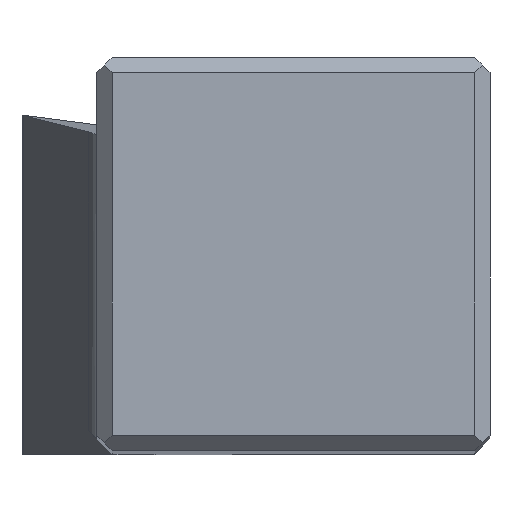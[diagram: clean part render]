
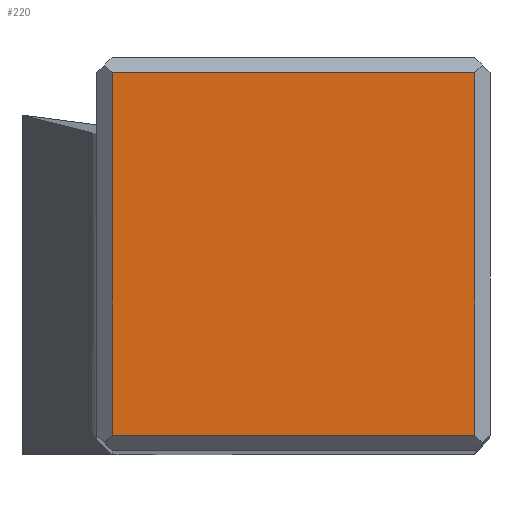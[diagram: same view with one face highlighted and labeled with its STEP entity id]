
A CAD part, top view. The second image highlights one B-rep face of the part: STEP entity #220.
In plain terms, the highlighted planar face has unit normal (0, 0, 1).
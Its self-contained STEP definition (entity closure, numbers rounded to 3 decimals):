
#156=FACE_OUTER_BOUND('',#334,.T.);
#220=ADVANCED_FACE('',(#156),#283,.T.);
#283=PLANE('',#1374);
#334=EDGE_LOOP('',(#551,#552,#553,#554));
#551=ORIENTED_EDGE('',*,*,#944,.F.);
#552=ORIENTED_EDGE('',*,*,#945,.T.);
#553=ORIENTED_EDGE('',*,*,#946,.F.);
#554=ORIENTED_EDGE('',*,*,#885,.F.);
#761=VERTEX_POINT('',#1885);
#762=VERTEX_POINT('',#1887);
#796=VERTEX_POINT('',#2003);
#797=VERTEX_POINT('',#2007);
#885=EDGE_CURVE('',#761,#762,#1057,.T.);
#944=EDGE_CURVE('',#796,#761,#1111,.T.);
#945=EDGE_CURVE('',#796,#797,#1112,.T.);
#946=EDGE_CURVE('',#762,#797,#1113,.T.);
#1057=LINE('',#1886,#1174);
#1111=LINE('',#2004,#1228);
#1112=LINE('',#2006,#1229);
#1113=LINE('',#2008,#1230);
#1174=VECTOR('',#1517,1.);
#1228=VECTOR('',#1629,1.);
#1229=VECTOR('',#1632,1.);
#1230=VECTOR('',#1633,1.);
#1374=AXIS2_PLACEMENT_3D('',#2009,#1634,#1635);
#1517=DIRECTION('',(-1.,0.,0.));
#1629=DIRECTION('',(0.,-1.,0.));
#1632=DIRECTION('',(-1.,0.,0.));
#1633=DIRECTION('',(0.,1.,0.));
#1634=DIRECTION('',(0.,0.,1.));
#1635=DIRECTION('',(-1.,0.,0.));
#1885=CARTESIAN_POINT('',(-1.,1.,0.));
#1886=CARTESIAN_POINT('',(-1.,1.,0.));
#1887=CARTESIAN_POINT('',(-24.4,1.,0.));
#2003=CARTESIAN_POINT('',(-1.,24.4,0.));
#2004=CARTESIAN_POINT('',(-1.,24.4,0.));
#2006=CARTESIAN_POINT('',(-1.,24.4,0.));
#2007=CARTESIAN_POINT('',(-24.4,24.4,0.));
#2008=CARTESIAN_POINT('',(-24.4,1.,0.));
#2009=CARTESIAN_POINT('',(-12.7,12.7,0.));
